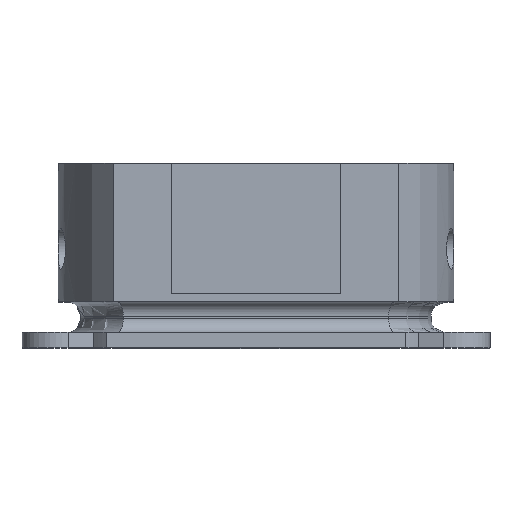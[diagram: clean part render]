
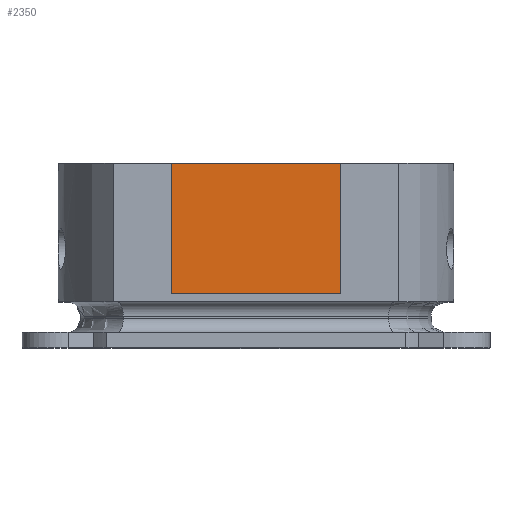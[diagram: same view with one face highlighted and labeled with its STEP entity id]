
A CAD part, top view. The second image highlights one B-rep face of the part: STEP entity #2350.
In plain terms, the highlighted planar face has unit normal (0, 0, 1).
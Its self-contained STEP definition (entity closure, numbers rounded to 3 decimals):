
#1953 = VERTEX_POINT('',#1954);
#1954 = CARTESIAN_POINT('',(-8.25,-10.,10.124));
#1960 = EDGE_CURVE('',#1953,#1961,#1963,.T.);
#1961 = VERTEX_POINT('',#1962);
#1962 = CARTESIAN_POINT('',(8.25,-10.,10.124));
#1963 = LINE('',#1964,#1965);
#1964 = CARTESIAN_POINT('',(-8.25,-10.,10.124));
#1965 = VECTOR('',#1966,1.);
#1966 = DIRECTION('',(1.,0.,0.));
#2139 = EDGE_CURVE('',#1961,#2140,#2142,.T.);
#2140 = VERTEX_POINT('',#2141);
#2141 = CARTESIAN_POINT('',(8.25,-22.7,10.124));
#2142 = LINE('',#2143,#2144);
#2143 = CARTESIAN_POINT('',(8.25,-10.,10.124));
#2144 = VECTOR('',#2145,1.);
#2145 = DIRECTION('',(0.,-1.,0.));
#2164 = VERTEX_POINT('',#2165);
#2165 = CARTESIAN_POINT('',(-8.25,-22.7,10.124));
#2171 = EDGE_CURVE('',#2164,#2140,#2172,.T.);
#2172 = LINE('',#2173,#2174);
#2173 = CARTESIAN_POINT('',(-8.25,-22.7,10.124));
#2174 = VECTOR('',#2175,1.);
#2175 = DIRECTION('',(1.,0.,0.));
#2189 = EDGE_CURVE('',#1953,#2164,#2190,.T.);
#2190 = LINE('',#2191,#2192);
#2191 = CARTESIAN_POINT('',(-8.25,-10.,10.124));
#2192 = VECTOR('',#2193,1.);
#2193 = DIRECTION('',(0.,-1.,0.));
#2350 = ADVANCED_FACE('',(#2351),#2357,.T.);
#2351 = FACE_BOUND('',#2352,.T.);
#2352 = EDGE_LOOP('',(#2353,#2354,#2355,#2356));
#2353 = ORIENTED_EDGE('',*,*,#2189,.T.);
#2354 = ORIENTED_EDGE('',*,*,#2171,.T.);
#2355 = ORIENTED_EDGE('',*,*,#2139,.F.);
#2356 = ORIENTED_EDGE('',*,*,#1960,.F.);
#2357 = PLANE('',#2358);
#2358 = AXIS2_PLACEMENT_3D('',#2359,#2360,#2361);
#2359 = CARTESIAN_POINT('',(-8.25,-10.,10.124));
#2360 = DIRECTION('',(0.,0.,1.));
#2361 = DIRECTION('',(1.,0.,0.));
